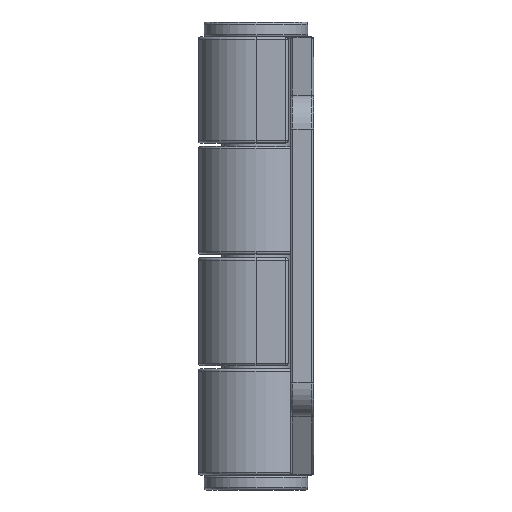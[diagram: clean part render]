
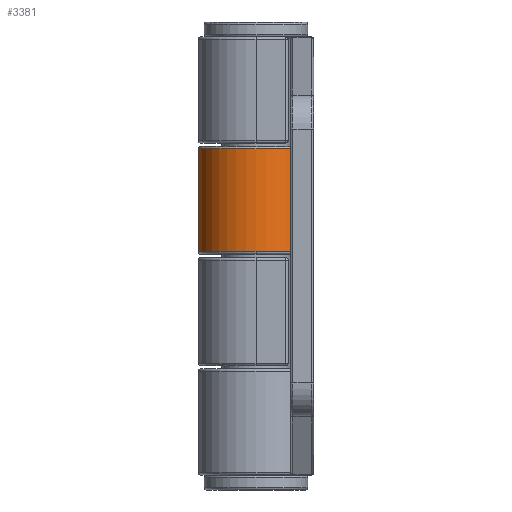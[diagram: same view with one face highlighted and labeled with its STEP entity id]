
A CAD part, left-side view. The second image highlights one B-rep face of the part: STEP entity #3381.
In plain terms, the highlighted cylindrical face has radius 5 mm (diameter 10 mm), a partial arc.
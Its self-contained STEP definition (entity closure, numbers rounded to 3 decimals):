
#596 = CARTESIAN_POINT ( 'NONE',  ( -21., 5., 0.35 ) ) ;
#846 = AXIS2_PLACEMENT_3D ( 'NONE', #853, #961, #960 ) ;
#853 = CARTESIAN_POINT ( 'NONE',  ( -16., 5., -19. ) ) ;
#861 = DIRECTION ( 'NONE',  ( 0., 0., 1. ) ) ;
#862 = CARTESIAN_POINT ( 'NONE',  ( -16., 0., -19. ) ) ;
#863 = CYLINDRICAL_SURFACE ( 'NONE', #846, 5. ) ;
#876 = FACE_OUTER_BOUND ( 'NONE', #3549, .T. ) ;
#941 = CARTESIAN_POINT ( 'NONE',  ( -16., 0., 9.3 ) ) ;
#944 = CARTESIAN_POINT ( 'NONE',  ( -11., 5., 9.3 ) ) ;
#945 = DIRECTION ( 'NONE',  ( 1., 0., 0. ) ) ;
#946 = DIRECTION ( 'NONE',  ( 0., 0., -1. ) ) ;
#950 = AXIS2_PLACEMENT_3D ( 'NONE', #955, #946, #945 ) ;
#953 = CIRCLE ( 'NONE', #950, 5. ) ;
#954 = VECTOR ( 'NONE', #861, 1000. ) ;
#955 = CARTESIAN_POINT ( 'NONE',  ( -16., 5., 9.3 ) ) ;
#960 = DIRECTION ( 'NONE',  ( 1., 0., 0. ) ) ;
#961 = DIRECTION ( 'NONE',  ( 0., 0., 1. ) ) ;
#962 = LINE ( 'NONE', #862, #954 ) ;
#1010 = CARTESIAN_POINT ( 'NONE',  ( -16., 5., 0.35 ) ) ;
#1016 = DIRECTION ( 'NONE',  ( 0., 0., 1. ) ) ;
#1022 = CARTESIAN_POINT ( 'NONE',  ( -11., 5., 0.35 ) ) ;
#1045 = DIRECTION ( 'NONE',  ( -1., 0., 0. ) ) ;
#1046 = AXIS2_PLACEMENT_3D ( 'NONE', #1010, #1016, #1045 ) ;
#1047 = CIRCLE ( 'NONE', #1046, 5. ) ;
#1109 = CARTESIAN_POINT ( 'NONE',  ( -16., 0., 0.35 ) ) ;
#1145 = DIRECTION ( 'NONE',  ( -1., 0., 0. ) ) ;
#1146 = DIRECTION ( 'NONE',  ( 0., 0., 1. ) ) ;
#1147 = AXIS2_PLACEMENT_3D ( 'NONE', #1189, #1146, #1145 ) ;
#1189 = CARTESIAN_POINT ( 'NONE',  ( -16., 5., 0.35 ) ) ;
#1200 = CIRCLE ( 'NONE', #1147, 5. ) ;
#1319 = VECTOR ( 'NONE', #1426, 1000. ) ;
#1322 = LINE ( 'NONE', #1427, #1319 ) ;
#1426 = DIRECTION ( 'NONE',  ( 0., 0., 1. ) ) ;
#1427 = CARTESIAN_POINT ( 'NONE',  ( -11., 5., -19. ) ) ;
#3175 = VERTEX_POINT ( 'NONE', #596 ) ;
#3379 = ORIENTED_EDGE ( 'NONE', *, *, #3390, .T. ) ;
#3381 = ADVANCED_FACE ( 'NONE', ( #876 ), #863, .T. ) ;
#3390 = EDGE_CURVE ( 'NONE', #3445, #3397, #962, .T. ) ;
#3392 = EDGE_CURVE ( 'NONE', #3397, #3395, #953, .T. ) ;
#3394 = ORIENTED_EDGE ( 'NONE', *, *, #3595, .F. ) ;
#3395 = VERTEX_POINT ( 'NONE', #944 ) ;
#3397 = VERTEX_POINT ( 'NONE', #941 ) ;
#3445 = VERTEX_POINT ( 'NONE', #1109 ) ;
#3499 = EDGE_CURVE ( 'NONE', #3175, #3445, #1200, .T. ) ;
#3513 = ORIENTED_EDGE ( 'NONE', *, *, #3499, .T. ) ;
#3520 = EDGE_CURVE ( 'NONE', #3521, #3175, #1047, .T. ) ;
#3521 = VERTEX_POINT ( 'NONE', #1022 ) ;
#3524 = ORIENTED_EDGE ( 'NONE', *, *, #3520, .T. ) ;
#3549 = EDGE_LOOP ( 'NONE', ( #3394, #3524, #3513, #3379, #3555 ) ) ;
#3555 = ORIENTED_EDGE ( 'NONE', *, *, #3392, .T. ) ;
#3595 = EDGE_CURVE ( 'NONE', #3521, #3395, #1322, .T. ) ;
